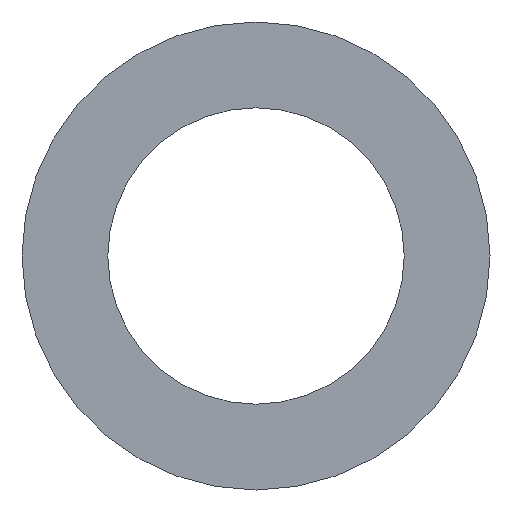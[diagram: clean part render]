
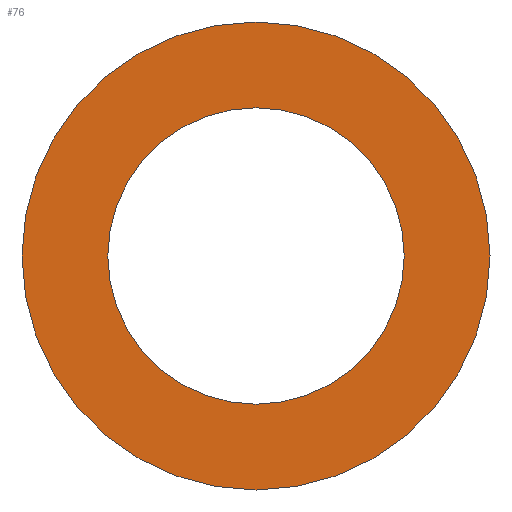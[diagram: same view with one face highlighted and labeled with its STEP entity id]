
A CAD part, front view. The second image highlights one B-rep face of the part: STEP entity #76.
In plain terms, the highlighted planar face has unit normal (0, -1, 0).
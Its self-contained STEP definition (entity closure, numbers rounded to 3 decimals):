
#30 = AXIS2_PLACEMENT_3D ( 'NONE', #381, #382, #383 ) ;
#31 = AXIS2_PLACEMENT_3D ( 'NONE', #378, #379, #380 ) ;
#32 = CIRCLE ( 'NONE', #31, 9.5 ) ;
#34 = CIRCLE ( 'NONE', #30, 15. ) ;
#45 = AXIS2_PLACEMENT_3D ( 'NONE', #317, #318, #319 ) ;
#51 = AXIS2_PLACEMENT_3D ( 'NONE', #294, #306, #308 ) ;
#54 = CIRCLE ( 'NONE', #51, 15. ) ;
#66 = EDGE_CURVE ( 'NONE', #191, #252, #54, .T. ) ;
#76 = ADVANCED_FACE ( 'NONE', ( #209, #205 ), #316, .F. ) ;
#82 = EDGE_CURVE ( 'NONE', #210, #193, #263, .T. ) ;
#103 = EDGE_CURVE ( 'NONE', #193, #210, #32, .T. ) ;
#104 = EDGE_CURVE ( 'NONE', #252, #191, #34, .T. ) ;
#131 = EDGE_LOOP ( 'NONE', ( #175, #176 ) ) ;
#175 = ORIENTED_EDGE ( 'NONE', *, *, #66, .F. ) ;
#176 = ORIENTED_EDGE ( 'NONE', *, *, #104, .F. ) ;
#177 = ORIENTED_EDGE ( 'NONE', *, *, #103, .T. ) ;
#179 = ORIENTED_EDGE ( 'NONE', *, *, #82, .T. ) ;
#183 = EDGE_LOOP ( 'NONE', ( #177, #179 ) ) ;
#191 = VERTEX_POINT ( 'NONE', #400 ) ;
#193 = VERTEX_POINT ( 'NONE', #402 ) ;
#205 = FACE_BOUND ( 'NONE', #183, .T. ) ;
#209 = FACE_OUTER_BOUND ( 'NONE', #131, .T. ) ;
#210 = VERTEX_POINT ( 'NONE', #404 ) ;
#252 = VERTEX_POINT ( 'NONE', #407 ) ;
#263 = CIRCLE ( 'NONE', #264, 9.5 ) ;
#264 = AXIS2_PLACEMENT_3D ( 'NONE', #331, #332, #333 ) ;
#294 = CARTESIAN_POINT ( 'NONE',  ( 0., 0., 0. ) ) ;
#306 = DIRECTION ( 'NONE',  ( 0., 1., 0. ) ) ;
#308 = DIRECTION ( 'NONE',  ( 0., 0., 1. ) ) ;
#316 = PLANE ( 'NONE',  #45 ) ;
#317 = CARTESIAN_POINT ( 'NONE',  ( 0., 0., -9.5 ) ) ;
#318 = DIRECTION ( 'NONE',  ( 0., 1., 0. ) ) ;
#319 = DIRECTION ( 'NONE',  ( 0., 0., 1. ) ) ;
#331 = CARTESIAN_POINT ( 'NONE',  ( 0., 0., 0. ) ) ;
#332 = DIRECTION ( 'NONE',  ( 0., 1., 0. ) ) ;
#333 = DIRECTION ( 'NONE',  ( 0., 0., 1. ) ) ;
#378 = CARTESIAN_POINT ( 'NONE',  ( 0., 0., 0. ) ) ;
#379 = DIRECTION ( 'NONE',  ( 0., 1., 0. ) ) ;
#380 = DIRECTION ( 'NONE',  ( 0., 0., 1. ) ) ;
#381 = CARTESIAN_POINT ( 'NONE',  ( 0., 0., 0. ) ) ;
#382 = DIRECTION ( 'NONE',  ( 0., 1., 0. ) ) ;
#383 = DIRECTION ( 'NONE',  ( 0., 0., 1. ) ) ;
#400 = CARTESIAN_POINT ( 'NONE',  ( 0., 0., 15. ) ) ;
#402 = CARTESIAN_POINT ( 'NONE',  ( 0., 0., 9.5 ) ) ;
#404 = CARTESIAN_POINT ( 'NONE',  ( 0., 0., -9.5 ) ) ;
#407 = CARTESIAN_POINT ( 'NONE',  ( 0., 0., -15. ) ) ;
